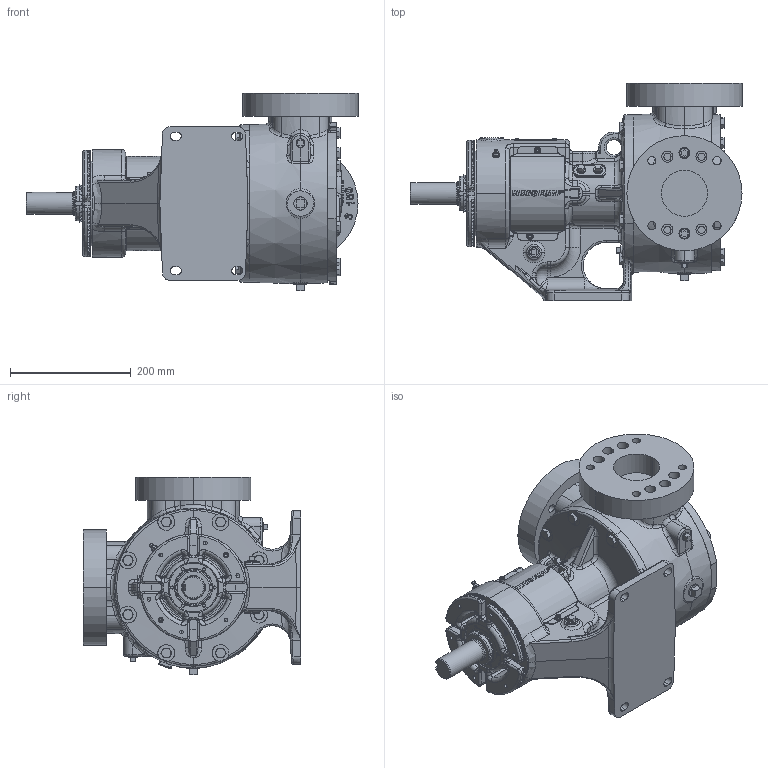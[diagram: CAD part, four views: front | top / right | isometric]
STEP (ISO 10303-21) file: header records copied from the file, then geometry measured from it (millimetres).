
FILE_DESCRIPTION (( 'STEP AP214' ), '1' );
FILE_NAME ('LV-4524.STEP', '2024-04-03T14:36:37', ( '' ), ( '' ), 'SwSTEP 2.0', 'SolidWorks 2022', '' );
FILE_SCHEMA (( 'AUTOMOTIVE_DESIGN' ));
Length unit declared in the file: inch
Products named in the file (1): LV-4524
Bounding box: 549.43 x 360.36 x 327.11 mm (x, y, z)
Volume: 15276672.9 mm3; surface area: 876548.2 mm2
Topology: 1 solids, 5 shells, 4322 faces, 11025 edges, 6907 vertices
Faces by surface type: plane 1434, bspline 1250, cylinder 920, cone 577, torus 83, sphere 58
Entity records: 243677 total; most frequent: CARTESIAN_POINT 94259, ORIENTED_EDGE 21912, DIRECTION 15572, EDGE_CURVE 10956, VERTEX_POINT 6904, AXIS2_PLACEMENT_3D 5894, EDGE_LOOP 4628, DIMENSIONAL_EXPONENTS 4325
